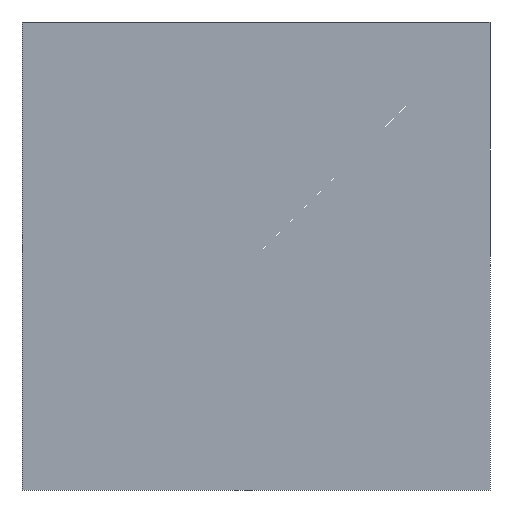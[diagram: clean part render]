
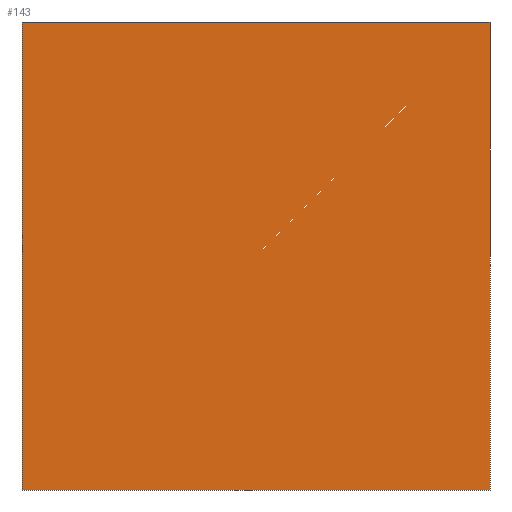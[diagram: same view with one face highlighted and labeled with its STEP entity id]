
A CAD part, front view. The second image highlights one B-rep face of the part: STEP entity #143.
In plain terms, the highlighted planar face has unit normal (0, -1, 0).
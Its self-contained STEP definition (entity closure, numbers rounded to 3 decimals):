
#54 = PLANE ( 'NONE',  #189 ) ;
#72 = CARTESIAN_POINT ( 'NONE',  ( 0., 0., 0. ) ) ;
#73 = DIRECTION ( 'NONE',  ( 0., 1., 0. ) ) ;
#74 = DIRECTION ( 'NONE',  ( 0., 0., 1. ) ) ;
#76 = CARTESIAN_POINT ( 'NONE',  ( -1., 0., 1. ) ) ;
#78 = CARTESIAN_POINT ( 'NONE',  ( 1., 0., -1. ) ) ;
#79 = DIRECTION ( 'NONE',  ( 0., 0., -1. ) ) ;
#81 = CARTESIAN_POINT ( 'NONE',  ( -1., 0., -1. ) ) ;
#83 = DIRECTION ( 'NONE',  ( 1., 0., 0. ) ) ;
#87 = DIRECTION ( 'NONE',  ( 0., 0., 1. ) ) ;
#94 = CARTESIAN_POINT ( 'NONE',  ( -1., 0., -1. ) ) ;
#95 = CARTESIAN_POINT ( 'NONE',  ( -1., 0., -1. ) ) ;
#96 = DIRECTION ( 'NONE',  ( -1., 0., 0. ) ) ;
#102 = CARTESIAN_POINT ( 'NONE',  ( 1., 0., -1. ) ) ;
#104 = CARTESIAN_POINT ( 'NONE',  ( -1., 0., 1. ) ) ;
#106 = CARTESIAN_POINT ( 'NONE',  ( 1., 0., 1. ) ) ;
#143 = ADVANCED_FACE ( 'NONE', ( #213 ), #54, .F. ) ;
#145 = EDGE_CURVE ( 'NONE', #278, #255, #220, .T. ) ;
#148 = EDGE_CURVE ( 'NONE', #279, #278, #219, .T. ) ;
#150 = EDGE_CURVE ( 'NONE', #252, #279, #225, .T. ) ;
#154 = EDGE_CURVE ( 'NONE', #255, #252, #202, .T. ) ;
#189 = AXIS2_PLACEMENT_3D ( 'NONE', #72, #73, #74 ) ;
#202 = LINE ( 'NONE', #94, #204 ) ;
#204 = VECTOR ( 'NONE', #96, 1000. ) ;
#213 = FACE_OUTER_BOUND ( 'NONE', #263, .T. ) ;
#218 = VECTOR ( 'NONE', #79, 1000. ) ;
#219 = LINE ( 'NONE', #76, #226 ) ;
#220 = LINE ( 'NONE', #78, #218 ) ;
#225 = LINE ( 'NONE', #81, #229 ) ;
#226 = VECTOR ( 'NONE', #83, 1000. ) ;
#229 = VECTOR ( 'NONE', #87, 1000. ) ;
#252 = VERTEX_POINT ( 'NONE', #95 ) ;
#255 = VERTEX_POINT ( 'NONE', #102 ) ;
#263 = EDGE_LOOP ( 'NONE', ( #273, #272, #270, #271 ) ) ;
#270 = ORIENTED_EDGE ( 'NONE', *, *, #145, .F. ) ;
#271 = ORIENTED_EDGE ( 'NONE', *, *, #148, .F. ) ;
#272 = ORIENTED_EDGE ( 'NONE', *, *, #154, .F. ) ;
#273 = ORIENTED_EDGE ( 'NONE', *, *, #150, .F. ) ;
#278 = VERTEX_POINT ( 'NONE', #106 ) ;
#279 = VERTEX_POINT ( 'NONE', #104 ) ;
